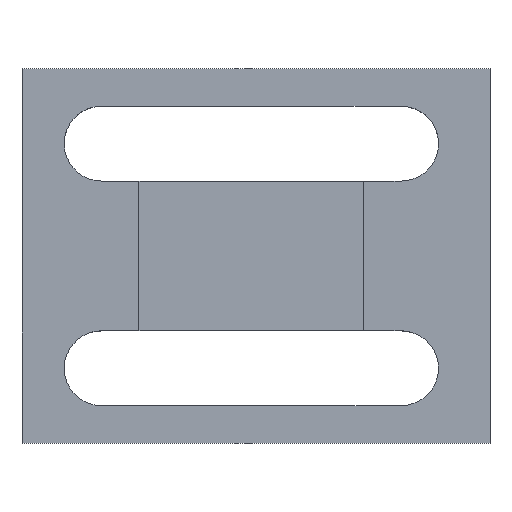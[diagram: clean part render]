
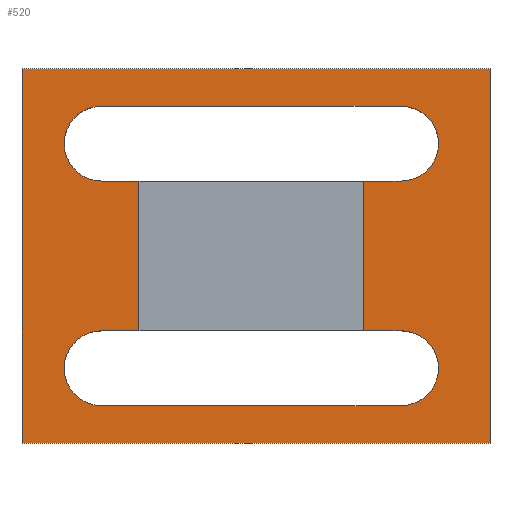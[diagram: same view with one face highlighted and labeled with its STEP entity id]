
A CAD part, top view. The second image highlights one B-rep face of the part: STEP entity #520.
In plain terms, the highlighted planar face has unit normal (0, 0, 1).
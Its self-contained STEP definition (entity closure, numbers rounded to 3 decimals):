
#42=CARTESIAN_POINT('POINT5',(5.943,11.559,7.5));
#43=VERTEX_POINT('VERTEX5',#42);
#50=CARTESIAN_POINT('POINT6',(5.943,3.559,7.5
   ));
#51=VERTEX_POINT('VERTEX6',#50);
#52=CARTESIAN_POINT('POS7',(5.943,9.559,7.5));
#53=DIRECTION('DIR8',(0.,-1.,0.));
#54=VECTOR('VEC6',#53,1.);
#55=LINE('STRAIGHT6',#52,#54);
#56=EDGE_CURVE('EDGE6',#51,#43,#55,.F.);
#73=CARTESIAN_POINT('POINT7',(17.943,3.559,7.5));
#74=VERTEX_POINT('VERTEX7',#73);
#81=CARTESIAN_POINT('POINT8',(17.943,11.559,
   7.5));
#82=VERTEX_POINT('VERTEX8',#81);
#83=CARTESIAN_POINT('POS11',(17.943,5.559,7.5));
#84=DIRECTION('DIR13',(0.,1.,0.));
#85=VECTOR('VEC9',#84,1.);
#86=LINE('STRAIGHT9',#83,#85);
#87=EDGE_CURVE('EDGE9',#82,#74,#86,.F.);
#113=CARTESIAN_POINT('POINT11',(19.943,
   3.559,7.5));
#114=VERTEX_POINT('VERTEX11',#113);
#121=CARTESIAN_POINT('POS16',(16.068,3.559,
   7.5));
#122=DIRECTION('DIR19',(-1.,0.,0.));
#123=VECTOR('VEC13',#122,1.);
#124=LINE('STRAIGHT13',#121,#123);
#125=EDGE_CURVE('EDGE13',#74,#114,#124,.F.);
#151=CARTESIAN_POINT('POINT13',(19.943,-0.441,
   7.5));
#152=VERTEX_POINT('VERTEX13',#151);
#159=CARTESIAN_POINT('POS21',(19.943,1.559,7.5));
#160=DIRECTION('DIR26',(0.,0.,1.));
#161=DIRECTION('DIR27',(0.,1.,0.));
#162=AXIS2_PLACEMENT_3D('AXIS6',#159,#160,#161);
#163=CIRCLE('ELLIPSE2',#162,2.);
#164=EDGE_CURVE('EDGE17',#114,#152,#163,.F.);
#183=CARTESIAN_POINT('POINT15',(3.943,
   -0.441,7.5));
#184=VERTEX_POINT('VERTEX15',#183);
#191=CARTESIAN_POINT('POS25',(8.068,
   -0.441,7.5));
#192=DIRECTION('DIR32',(1.,0.,0.));
#193=VECTOR('VEC18',#192,1.);
#194=LINE('STRAIGHT18',#191,#193);
#195=EDGE_CURVE('EDGE20',#152,#184,#194,.F.);
#215=CARTESIAN_POINT('POINT17',(3.943,
   3.559,7.5));
#216=VERTEX_POINT('VERTEX17',#215);
#223=CARTESIAN_POINT('POS29',(3.943,1.559,7.5));
#224=DIRECTION('DIR38',(0.,0.,1.));
#225=DIRECTION('DIR39',(0.,-1.,0.));
#226=AXIS2_PLACEMENT_3D('AXIS10',#223,#224,#225);
#227=CIRCLE('ELLIPSE4',#226,2.);
#228=EDGE_CURVE('EDGE23',#184,#216,#227,.F.);
#241=CARTESIAN_POINT('POS31',(16.068,3.559,
   7.5));
#242=DIRECTION('DIR42',(-1.,0.,0.));
#243=VECTOR('VEC20',#242,1.);
#244=LINE('STRAIGHT20',#241,#243);
#245=EDGE_CURVE('EDGE24',#216,#51,#244,.F.);
#258=CARTESIAN_POINT('POINT18',(24.693,17.559,7.5));
#259=VERTEX_POINT('VERTEX18',#258);
#276=CARTESIAN_POINT('POINT21',(-0.307,17.559,
   7.5));
#277=VERTEX_POINT('VERTEX21',#276);
#284=CARTESIAN_POINT('POS36',(12.193,17.559,7.5));
#285=DIRECTION('DIR47',(-1.,0.,0.));
#286=VECTOR('VEC25',#285,1.);
#287=LINE('STRAIGHT25',#284,#286);
#288=EDGE_CURVE('EDGE29',#259,#277,#287,.T.);
#307=CARTESIAN_POINT('POINT23',(-0.307,-2.441,
   7.5));
#308=VERTEX_POINT('VERTEX23',#307);
#315=CARTESIAN_POINT('POS40',(-0.307,7.559,
   7.5));
#316=DIRECTION('DIR52',(0.,-1.,0.));
#317=VECTOR('VEC28',#316,1.);
#318=LINE('STRAIGHT28',#315,#317);
#319=EDGE_CURVE('EDGE32',#277,#308,#318,.T.);
#338=CARTESIAN_POINT('POINT25',(24.693,-2.441,7.5));
#339=VERTEX_POINT('VERTEX25',#338);
#346=CARTESIAN_POINT('POS44',(12.193,-2.441,7.5));
#347=DIRECTION('DIR57',(1.,0.,0.));
#348=VECTOR('VEC31',#347,1.);
#349=LINE('STRAIGHT31',#346,#348);
#350=EDGE_CURVE('EDGE35',#308,#339,#349,.T.);
#368=CARTESIAN_POINT('POS47',(24.693,7.559,7.5));
#369=DIRECTION('DIR61',(0.,1.,0.));
#370=VECTOR('VEC33',#369,1.);
#371=LINE('STRAIGHT33',#368,#370);
#372=EDGE_CURVE('EDGE37',#339,#259,#371,.T.);
#393=CARTESIAN_POINT('POINT28',(19.943,
   11.559,7.5));
#394=VERTEX_POINT('VERTEX28',#393);
#401=CARTESIAN_POINT('POINT29',(19.943,
   15.559,7.5));
#402=VERTEX_POINT('VERTEX29',#401);
#403=CARTESIAN_POINT('POS51',(19.943,13.559,7.5));
#404=DIRECTION('DIR67',(0.,0.,1.));
#405=DIRECTION('DIR68',(0.,1.,0.));
#406=AXIS2_PLACEMENT_3D('AXIS17',#403,#404,#405);
#407=CIRCLE('ELLIPSE6',#406,2.);
#408=EDGE_CURVE('EDGE40',#402,#394,#407,.F.);
#426=CARTESIAN_POINT('POS54',(8.068,
   11.559,7.5));
#427=DIRECTION('DIR72',(1.,0.,0.));
#428=VECTOR('VEC36',#427,1.);
#429=LINE('STRAIGHT36',#426,#428);
#430=EDGE_CURVE('EDGE42',#394,#82,#429,.F.);
#463=CARTESIAN_POINT('POINT32',(3.943,
   11.559,7.5));
#464=VERTEX_POINT('VERTEX32',#463);
#471=CARTESIAN_POINT('POS60',(8.068,
   11.559,7.5));
#472=DIRECTION('DIR79',(1.,0.,0.));
#473=VECTOR('VEC41',#472,1.);
#474=LINE('STRAIGHT41',#471,#473);
#475=EDGE_CURVE('EDGE47',#43,#464,#474,.F.);
#482=CARTESIAN_POINT('POINT33',(3.943,15.559
   ,7.5));
#483=VERTEX_POINT('VERTEX33',#482);
#484=CARTESIAN_POINT('POS61',(3.943,13.559,7.5));
#485=DIRECTION('DIR80',(0.,0.,1.));
#486=DIRECTION('DIR81',(0.,-1.,0.));
#487=AXIS2_PLACEMENT_3D('AXIS20',#484,#485,#486);
#488=CIRCLE('ELLIPSE7',#487,2.);
#489=EDGE_CURVE('EDGE48',#464,#483,#488,.F.);
#490=ORIENTED_EDGE('COEDGE67',*,*,#489,.T.);
#491=CARTESIAN_POINT('POS62',(16.068,
   15.559,7.5));
#492=DIRECTION('DIR82',(-1.,0.,0.));
#493=VECTOR('VEC42',#492,1.);
#494=LINE('STRAIGHT42',#491,#493);
#495=EDGE_CURVE('EDGE49',#483,#402,#494,.F.);
#496=ORIENTED_EDGE('COEDGE68',*,*,#495,.T.);
#497=ORIENTED_EDGE('COEDGE69',*,*,#408,.T.);
#498=ORIENTED_EDGE('COEDGE70',*,*,#430,.T.);
#499=ORIENTED_EDGE('COEDGE71',*,*,#87,.T.);
#500=ORIENTED_EDGE('COEDGE72',*,*,#125,.T.);
#501=ORIENTED_EDGE('COEDGE73',*,*,#164,.T.);
#502=ORIENTED_EDGE('COEDGE74',*,*,#195,.T.);
#503=ORIENTED_EDGE('COEDGE75',*,*,#228,.T.);
#504=ORIENTED_EDGE('COEDGE76',*,*,#245,.T.);
#505=ORIENTED_EDGE('COEDGE77',*,*,#56,.T.);
#506=ORIENTED_EDGE('COEDGE78',*,*,#475,.T.);
#507=EDGE_LOOP('NONE',(#490,#496,#497,#498,#499,#500,#501,#502,#503,#504
   ,#505,#506));
#508=FACE_BOUND('LOOP1',#507,.T.);
#509=ORIENTED_EDGE('COEDGE79',*,*,#372,.T.);
#510=ORIENTED_EDGE('COEDGE80',*,*,#288,.T.);
#511=ORIENTED_EDGE('COEDGE81',*,*,#319,.T.);
#512=ORIENTED_EDGE('COEDGE82',*,*,#350,.T.);
#513=EDGE_LOOP('NONE',(#509,#510,#511,#512));
#514=FACE_BOUND('LOOP1',#513,.T.);
#515=CARTESIAN_POINT('POS63',(12.193,7.559,7.5));
#516=DIRECTION('DIR83',(0.,0.,1.));
#517=DIRECTION('DIR84',(1.,0.,0.));
#518=AXIS2_PLACEMENT_3D('AXIS21',#515,#516,#517);
#519=PLANE('PLANE11',#518);
#520=ADVANCED_FACE('FACE16',(#508,#514),#519,.T.);
